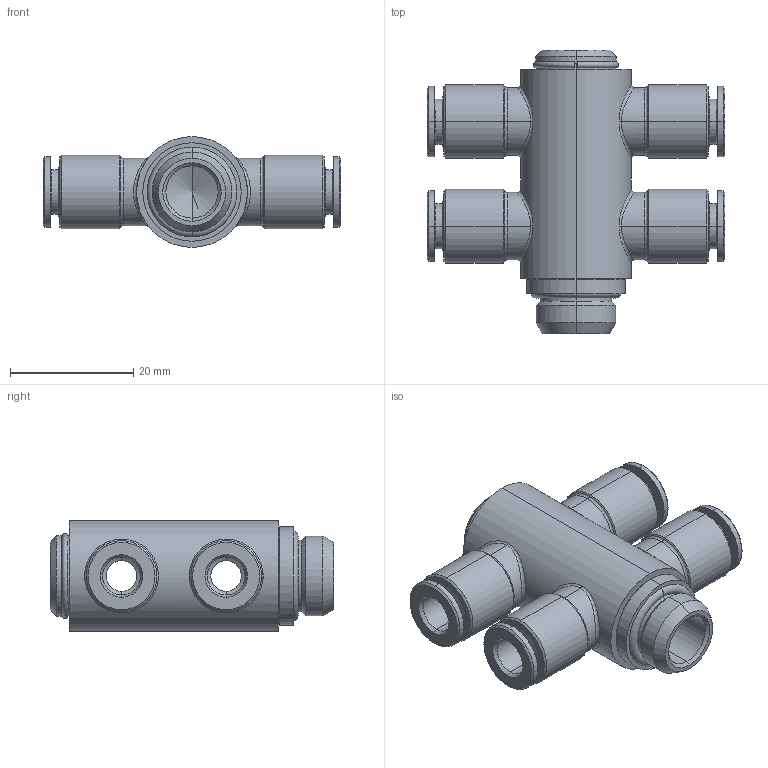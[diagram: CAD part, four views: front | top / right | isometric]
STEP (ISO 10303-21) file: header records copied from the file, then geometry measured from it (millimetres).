
FILE_DESCRIPTION (( 'STEP AP203' ), '1' );
FILE_NAME ('A0320032.STEP', '2009-12-15T10:39:51', ( 'Gabriele' ), ( 'C.Matic srl' ), 'SwSTEP 2.0', 'SolidWorks 2009', '' );
FILE_SCHEMA (( 'CONFIG_CONTROL_DESIGN' ));
Length unit declared in the file: millimetre
Products named in the file (1): A0320032
Bounding box: 48.4 x 46.1 x 18 mm (x, y, z)
Volume: 12251.3 mm3; surface area: 8170.3 mm2
Topology: 1 solids, 1 shells, 190 faces, 407 edges, 234 vertices
Faces by surface type: cone 72, cylinder 66, plane 33, torus 11, bspline 8
Entity records: 10011 total; most frequent: CARTESIAN_POINT 5798, DIRECTION 928, ORIENTED_EDGE 806, EDGE_CURVE 403, AXIS2_PLACEMENT_3D 384, VERTEX_POINT 234, EDGE_LOOP 217, CIRCLE 201
